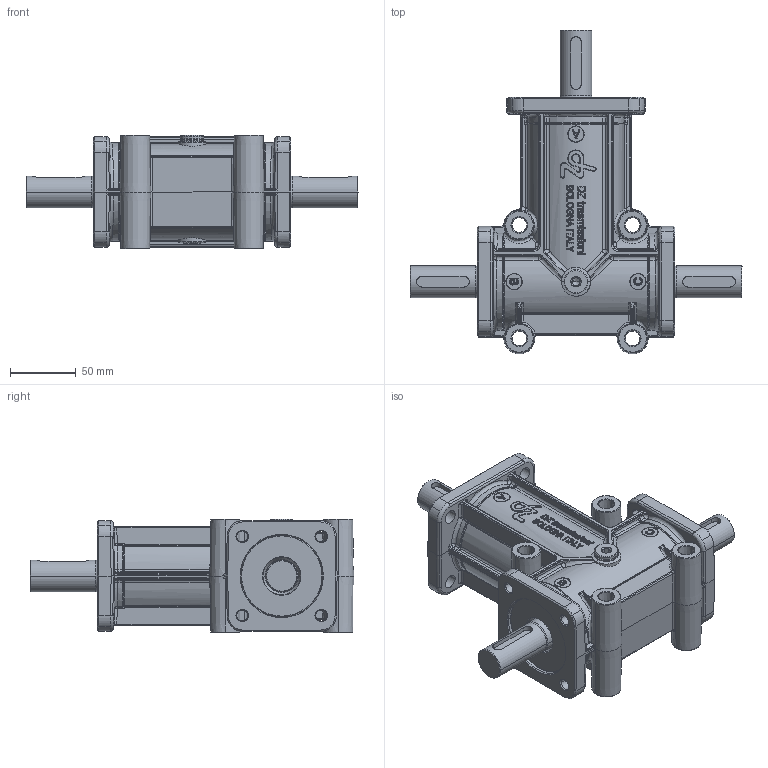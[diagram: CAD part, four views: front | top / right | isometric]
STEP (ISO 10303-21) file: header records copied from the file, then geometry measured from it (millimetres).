
FILE_DESCRIPTION(('STEP AP214'),'1');
FILE_NAME('4pabc.stp','2017-07-06T00:48:38',('TraceParts'),('TraceParts S.A.'),'Spatial InterOp 3D',' ',' ');
FILE_SCHEMA(('automotive_design'));
Length unit declared in the file: millimetre
Products named in the file (1): zp_45–_–4pabc
Bounding box: 252 x 245.75 x 86 mm (x, y, z)
Volume: 1406005.2 mm3; surface area: 149929.6 mm2
Topology: 1 solids, 1 shells, 2969 faces, 7572 edges, 4522 vertices
Faces by surface type: bspline 1231, cylinder 1050, plane 373, cone 128, torus 123, sphere 64
Entity records: 193313 total; most frequent: CARTESIAN_POINT 105270, ORIENTED_EDGE 14858, DIRECTION 11458, EDGE_CURVE 7429, AXIS2_PLACEMENT_3D 4722, VERTEX_POINT 4526, EDGE_LOOP 3065, STYLED_ITEM 2970
